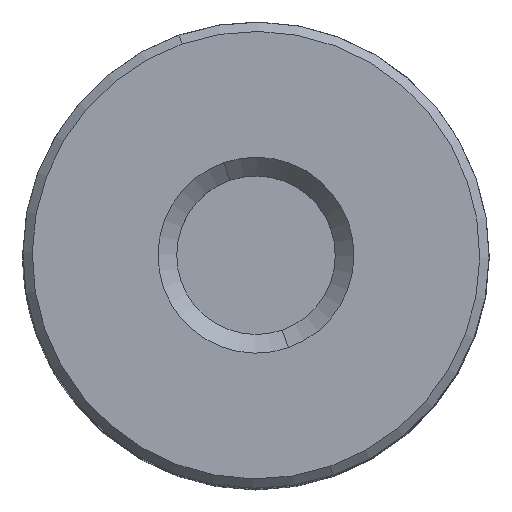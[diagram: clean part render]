
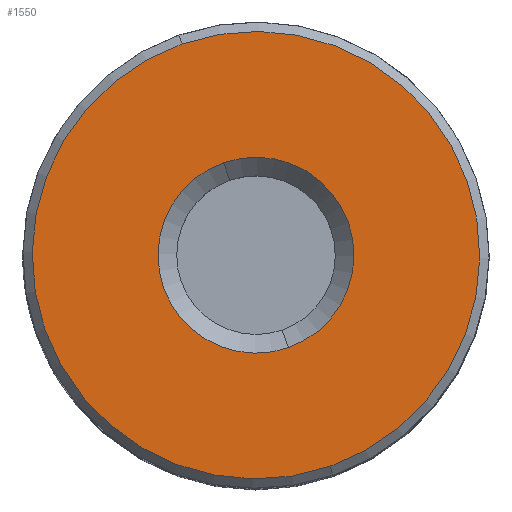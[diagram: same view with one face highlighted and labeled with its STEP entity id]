
A CAD part, top view. The second image highlights one B-rep face of the part: STEP entity #1550.
In plain terms, the highlighted face is planar.
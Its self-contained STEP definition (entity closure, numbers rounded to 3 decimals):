
#20 = CARTESIAN_POINT ( 'NONE',  ( 0., 0., 0. ) ) ;
#21 = EDGE_LOOP ( 'NONE', ( #1795, #896 ) ) ;
#38 = DIRECTION ( 'NONE',  ( 0., 0., -1. ) ) ;
#45 = DIRECTION ( 'NONE',  ( 1., 0., 0. ) ) ;
#191 = DIRECTION ( 'NONE',  ( 1., 0., 0. ) ) ;
#262 = CIRCLE ( 'NONE', #1291, 5.25 ) ;
#278 = AXIS2_PLACEMENT_3D ( 'NONE', #942, #951, #961 ) ;
#407 = CARTESIAN_POINT ( 'NONE',  ( 0., 0., 0. ) ) ;
#443 = CARTESIAN_POINT ( 'NONE',  ( 11.99, 0., 0. ) ) ;
#483 = CARTESIAN_POINT ( 'NONE',  ( -5.25, 0., 0. ) ) ;
#576 = DIRECTION ( 'NONE',  ( 1., 0., 0. ) ) ;
#769 = PLANE ( 'NONE',  #278 ) ;
#819 = ORIENTED_EDGE ( 'NONE', *, *, #934, .T. ) ;
#848 = AXIS2_PLACEMENT_3D ( 'NONE', #20, #38, #45 ) ;
#891 = VERTEX_POINT ( 'NONE', #1057 ) ;
#896 = ORIENTED_EDGE ( 'NONE', *, *, #2296, .T. ) ;
#934 = EDGE_CURVE ( 'NONE', #1482, #1739, #1894, .T. ) ;
#942 = CARTESIAN_POINT ( 'NONE',  ( 0., 0., 0. ) ) ;
#951 = DIRECTION ( 'NONE',  ( 0., 0., 1. ) ) ;
#961 = DIRECTION ( 'NONE',  ( 1., 0., 0. ) ) ;
#1057 = CARTESIAN_POINT ( 'NONE',  ( 5.25, 0., 0. ) ) ;
#1193 = AXIS2_PLACEMENT_3D ( 'NONE', #2127, #2136, #2060 ) ;
#1272 = CARTESIAN_POINT ( 'NONE',  ( 0., 0., 0. ) ) ;
#1286 = ORIENTED_EDGE ( 'NONE', *, *, #2129, .T. ) ;
#1291 = AXIS2_PLACEMENT_3D ( 'NONE', #407, #1652, #576 ) ;
#1379 = EDGE_LOOP ( 'NONE', ( #819, #1286 ) ) ;
#1435 = CIRCLE ( 'NONE', #848, 11.99 ) ;
#1444 = DIRECTION ( 'NONE',  ( 0., 0., 1. ) ) ;
#1482 = VERTEX_POINT ( 'NONE', #443 ) ;
#1550 = ADVANCED_FACE ( 'NONE', ( #1594, #1879 ), #769, .F. ) ;
#1594 = FACE_BOUND ( 'NONE', #21, .T. ) ;
#1652 = DIRECTION ( 'NONE',  ( 0., 0., 1. ) ) ;
#1739 = VERTEX_POINT ( 'NONE', #1812 ) ;
#1755 = EDGE_CURVE ( 'NONE', #2101, #891, #2225, .T. ) ;
#1795 = ORIENTED_EDGE ( 'NONE', *, *, #1755, .T. ) ;
#1812 = CARTESIAN_POINT ( 'NONE',  ( -11.99, 0., 0. ) ) ;
#1879 = FACE_OUTER_BOUND ( 'NONE', #1379, .T. ) ;
#1894 = CIRCLE ( 'NONE', #1193, 11.99 ) ;
#2060 = DIRECTION ( 'NONE',  ( 1., 0., 0. ) ) ;
#2101 = VERTEX_POINT ( 'NONE', #483 ) ;
#2127 = CARTESIAN_POINT ( 'NONE',  ( 0., 0., 0. ) ) ;
#2129 = EDGE_CURVE ( 'NONE', #1739, #1482, #1435, .T. ) ;
#2136 = DIRECTION ( 'NONE',  ( 0., 0., -1. ) ) ;
#2146 = AXIS2_PLACEMENT_3D ( 'NONE', #1272, #1444, #191 ) ;
#2225 = CIRCLE ( 'NONE', #2146, 5.25 ) ;
#2296 = EDGE_CURVE ( 'NONE', #891, #2101, #262, .T. ) ;
